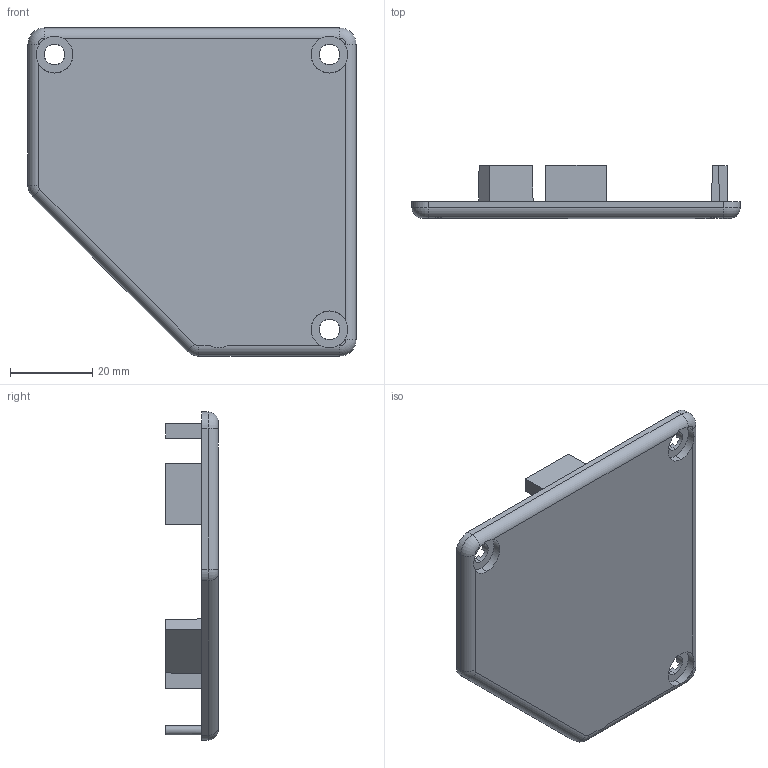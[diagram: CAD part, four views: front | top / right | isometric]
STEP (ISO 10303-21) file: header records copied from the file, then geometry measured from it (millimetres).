
FILE_DESCRIPTION (( 'STEP AP214' ), '1' );
FILE_NAME ('091248L.STEP', '2014-08-22T06:03:26', ( '' ), ( '' ), 'SwSTEP 2.0', 'SolidWorks 2014', '' );
FILE_SCHEMA (( 'AUTOMOTIVE_DESIGN' ));
Length unit declared in the file: millimetre
Products named in the file (1): 091248L
Bounding box: 80 x 12.8 x 80 mm (x, y, z)
Volume: 18562.1 mm3; surface area: 14040.8 mm2
Topology: 1 solids, 1 shells, 162 faces, 464 edges, 306 vertices
Faces by surface type: plane 98, cylinder 59, torus 5
Entity records: 5445 total; most frequent: CARTESIAN_POINT 1033, DIRECTION 931, ORIENTED_EDGE 928, EDGE_CURVE 464, AXIS2_PLACEMENT_3D 314, VERTEX_POINT 306, LINE 303, VECTOR 303
